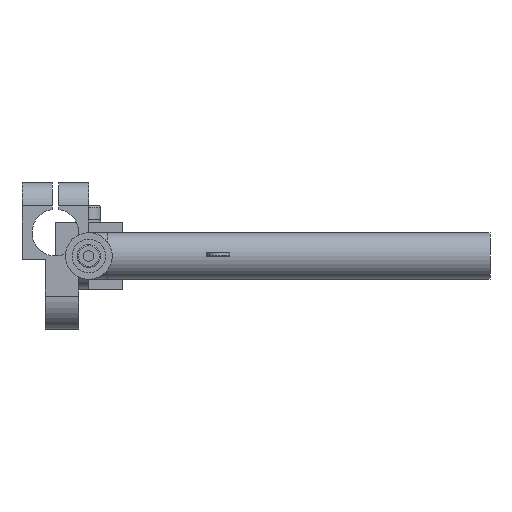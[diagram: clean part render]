
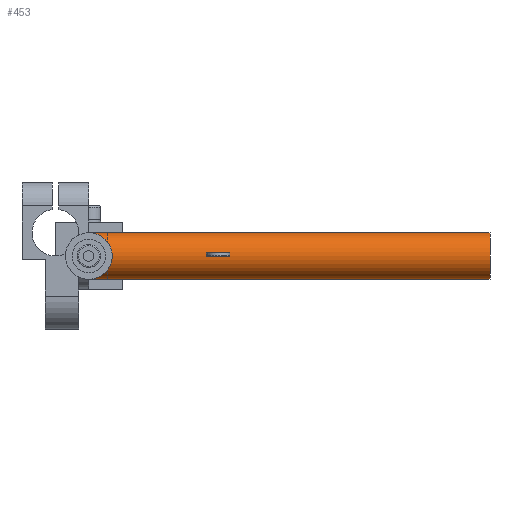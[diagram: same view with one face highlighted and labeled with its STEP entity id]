
A CAD part, left-side view. The second image highlights one B-rep face of the part: STEP entity #453.
In plain terms, the highlighted cylindrical face has radius 7 mm (diameter 14 mm), a full revolution.
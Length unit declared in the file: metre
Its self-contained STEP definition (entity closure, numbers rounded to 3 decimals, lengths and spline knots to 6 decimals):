
#453 = ADVANCED_FACE( '', ( #1019, #1020 ), #1021, .T. );
#1019 = FACE_OUTER_BOUND( '', #1596, .T. );
#1020 = FACE_OUTER_BOUND( '', #1597, .T. );
#1021 = CYLINDRICAL_SURFACE( '', #1598, 0.007 );
#1596 = EDGE_LOOP( '', ( #3799 ) );
#1597 = EDGE_LOOP( '', ( #3800 ) );
#1598 = AXIS2_PLACEMENT_3D( '', #3801, #3802, #3803 );
#3799 = ORIENTED_EDGE( '', *, *, #4534, .T. );
#3800 = ORIENTED_EDGE( '', *, *, #4532, .F. );
#3801 = CARTESIAN_POINT( '', ( 0., -0.12, 0. ) );
#3802 = DIRECTION( '', ( 0., -1., 0. ) );
#3803 = DIRECTION( '', ( 0., 0., 1. ) );
#4532 = EDGE_CURVE( '', #5721, #5721, #5722, .T. );
#4534 = EDGE_CURVE( '', #5725, #5725, #5726, .T. );
#5721 = VERTEX_POINT( '', #7375 );
#5722 = CIRCLE( '', #7376, 0.007 );
#5725 = VERTEX_POINT( '', #7379 );
#5726 = CIRCLE( '', #7380, 0.007 );
#7375 = CARTESIAN_POINT( '', ( 0.007, 0., 0. ) );
#7376 = AXIS2_PLACEMENT_3D( '', #8582, #8583, #8584 );
#7379 = CARTESIAN_POINT( '', ( 0.007, -0.12, 0. ) );
#7380 = AXIS2_PLACEMENT_3D( '', #8588, #8589, #8590 );
#8582 = CARTESIAN_POINT( '', ( 0., 0., 0. ) );
#8583 = DIRECTION( '', ( 0., 1., 0. ) );
#8584 = DIRECTION( '', ( 1., 0., 0. ) );
#8588 = CARTESIAN_POINT( '', ( 0., -0.12, 0. ) );
#8589 = DIRECTION( '', ( 0., 1., 0. ) );
#8590 = DIRECTION( '', ( 1., 0., 0. ) );
